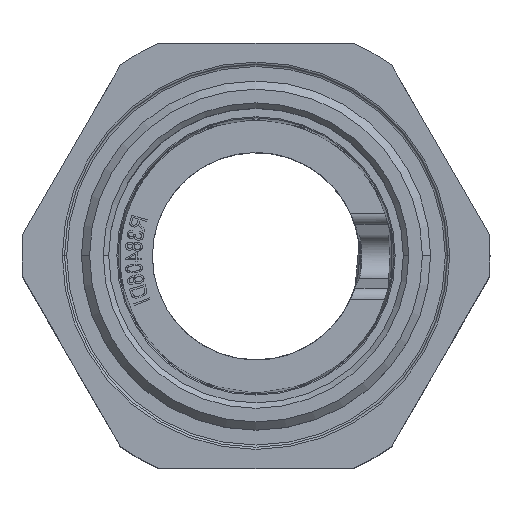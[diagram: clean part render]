
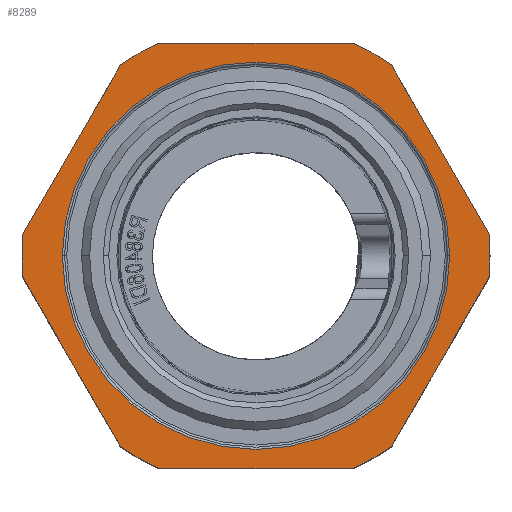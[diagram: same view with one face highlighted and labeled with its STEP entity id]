
A CAD part, top view. The second image highlights one B-rep face of the part: STEP entity #8289.
In plain terms, the highlighted planar face has unit normal (0, 0, 1).
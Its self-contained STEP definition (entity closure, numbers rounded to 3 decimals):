
#6 = CARTESIAN_POINT ( 'NONE',  ( -12.419, 17.489, 18.2 ) ) ;
#21 = EDGE_CURVE ( 'NONE', #4795, #17171, #457, .T. ) ;
#212 = AXIS2_PLACEMENT_3D ( 'NONE', #13438, #17519, #963 ) ;
#457 = CIRCLE ( 'NONE', #10886, 21.45 ) ;
#612 = ORIENTED_EDGE ( 'NONE', *, *, #4740, .F. ) ;
#649 = FACE_BOUND ( 'NONE', #14613, .T. ) ;
#809 = CARTESIAN_POINT ( 'NONE',  ( -21.356, -2.011, 18.2 ) ) ;
#812 = CIRCLE ( 'NONE', #17113, 21.45 ) ;
#833 = ORIENTED_EDGE ( 'NONE', *, *, #4020, .T. ) ;
#858 = CARTESIAN_POINT ( 'NONE',  ( 12.419, 17.489, 18.2 ) ) ;
#963 = DIRECTION ( 'NONE',  ( 1., 0., 0. ) ) ;
#999 = LINE ( 'NONE', #11174, #4188 ) ;
#1085 = DIRECTION ( 'NONE',  ( 0., 0., -1. ) ) ;
#1138 = DIRECTION ( 'NONE',  ( 1., 0., 0. ) ) ;
#1490 = DIRECTION ( 'NONE',  ( 0., 0., -1. ) ) ;
#1542 = CARTESIAN_POINT ( 'NONE',  ( 0., 0., 18.2 ) ) ;
#1729 = VERTEX_POINT ( 'NONE', #809 ) ;
#1790 = ORIENTED_EDGE ( 'NONE', *, *, #14247, .F. ) ;
#1837 = VERTEX_POINT ( 'NONE', #9856 ) ;
#1854 = ORIENTED_EDGE ( 'NONE', *, *, #10377, .F. ) ;
#2144 = AXIS2_PLACEMENT_3D ( 'NONE', #3918, #2608, #7909 ) ;
#2197 = CIRCLE ( 'NONE', #8346, 17.75 ) ;
#2397 = VERTEX_POINT ( 'NONE', #3211 ) ;
#2589 = CARTESIAN_POINT ( 'NONE',  ( 0., 0., 18.2 ) ) ;
#2608 = DIRECTION ( 'NONE',  ( 0., 0., -1. ) ) ;
#2690 = CIRCLE ( 'NONE', #15508, 21.45 ) ;
#2894 = DIRECTION ( 'NONE',  ( 0., 0., 1. ) ) ;
#2918 = VECTOR ( 'NONE', #13798, 1000. ) ;
#3200 = AXIS2_PLACEMENT_3D ( 'NONE', #1542, #1490, #13640 ) ;
#3211 = CARTESIAN_POINT ( 'NONE',  ( 17.75, 0., 18.2 ) ) ;
#3370 = EDGE_CURVE ( 'NONE', #16476, #17751, #15695, .T. ) ;
#3387 = VERTEX_POINT ( 'NONE', #6 ) ;
#3508 = CARTESIAN_POINT ( 'NONE',  ( 21.356, 2.011, 18.2 ) ) ;
#3649 = EDGE_CURVE ( 'NONE', #3387, #11277, #6500, .T. ) ;
#3836 = DIRECTION ( 'NONE',  ( 1., 0., 0. ) ) ;
#3855 = AXIS2_PLACEMENT_3D ( 'NONE', #9264, #1085, #1138 ) ;
#3918 = CARTESIAN_POINT ( 'NONE',  ( 0., 0., 18.2 ) ) ;
#3974 = CARTESIAN_POINT ( 'NONE',  ( -8.936, -19.5, 18.2 ) ) ;
#4020 = EDGE_CURVE ( 'NONE', #2397, #15250, #2197, .T. ) ;
#4065 = CARTESIAN_POINT ( 'NONE',  ( 0., 0., 18.2 ) ) ;
#4097 = CARTESIAN_POINT ( 'NONE',  ( -22.517, 0., 18.2 ) ) ;
#4108 = DIRECTION ( 'NONE',  ( -0.5, 0.866, 0. ) ) ;
#4188 = VECTOR ( 'NONE', #4108, 1000. ) ;
#4246 = ORIENTED_EDGE ( 'NONE', *, *, #13752, .F. ) ;
#4351 = DIRECTION ( 'NONE',  ( 1., 0., 0. ) ) ;
#4393 = CARTESIAN_POINT ( 'NONE',  ( 12.419, -17.489, 18.2 ) ) ;
#4454 = VERTEX_POINT ( 'NONE', #6343 ) ;
#4740 = EDGE_CURVE ( 'NONE', #1729, #17652, #11825, .T. ) ;
#4795 = VERTEX_POINT ( 'NONE', #3974 ) ;
#5386 = DIRECTION ( 'NONE',  ( 1., 0., 0. ) ) ;
#5594 = ORIENTED_EDGE ( 'NONE', *, *, #16088, .T. ) ;
#5872 = DIRECTION ( 'NONE',  ( 1., 0., 0. ) ) ;
#5904 = EDGE_CURVE ( 'NONE', #15250, #2397, #9020, .T. ) ;
#5936 = DIRECTION ( 'NONE',  ( 0., 0., -1. ) ) ;
#6338 = EDGE_CURVE ( 'NONE', #7773, #17751, #11584, .T. ) ;
#6343 = CARTESIAN_POINT ( 'NONE',  ( 8.936, 19.5, 18.2 ) ) ;
#6500 = LINE ( 'NONE', #15018, #13339 ) ;
#6679 = EDGE_CURVE ( 'NONE', #4454, #7667, #16274, .T. ) ;
#6687 = CARTESIAN_POINT ( 'NONE',  ( -17.75, 0., 18.2 ) ) ;
#6786 = CIRCLE ( 'NONE', #15751, 21.45 ) ;
#6936 = CARTESIAN_POINT ( 'NONE',  ( 11.258, -19.5, 18.2 ) ) ;
#7206 = CARTESIAN_POINT ( 'NONE',  ( -11.258, -19.5, 18.2 ) ) ;
#7628 = DIRECTION ( 'NONE',  ( 0., 0., -1. ) ) ;
#7667 = VERTEX_POINT ( 'NONE', #13997 ) ;
#7691 = DIRECTION ( 'NONE',  ( 1., 0., 0. ) ) ;
#7773 = VERTEX_POINT ( 'NONE', #3508 ) ;
#7909 = DIRECTION ( 'NONE',  ( 1., 0., 0. ) ) ;
#8166 = PLANE ( 'NONE',  #17425 ) ;
#8289 = ADVANCED_FACE ( 'NONE', ( #649, #8973 ), #8166, .T. ) ;
#8346 = AXIS2_PLACEMENT_3D ( 'NONE', #16863, #9986, #15240 ) ;
#8682 = ORIENTED_EDGE ( 'NONE', *, *, #3370, .T. ) ;
#8973 = FACE_OUTER_BOUND ( 'NONE', #16323, .T. ) ;
#9003 = VECTOR ( 'NONE', #13078, 1000. ) ;
#9020 = CIRCLE ( 'NONE', #212, 17.75 ) ;
#9042 = CARTESIAN_POINT ( 'NONE',  ( 21.356, -2.011, 18.2 ) ) ;
#9141 = CARTESIAN_POINT ( 'NONE',  ( 0., 0., 18.2 ) ) ;
#9264 = CARTESIAN_POINT ( 'NONE',  ( 0., 0., 18.2 ) ) ;
#9634 = ORIENTED_EDGE ( 'NONE', *, *, #3649, .T. ) ;
#9669 = ORIENTED_EDGE ( 'NONE', *, *, #5904, .T. ) ;
#9856 = CARTESIAN_POINT ( 'NONE',  ( 8.936, -19.5, 18.2 ) ) ;
#9986 = DIRECTION ( 'NONE',  ( 0., 0., -1. ) ) ;
#10377 = EDGE_CURVE ( 'NONE', #4454, #17679, #14531, .T. ) ;
#10513 = DIRECTION ( 'NONE',  ( 1., 0., 0. ) ) ;
#10548 = VECTOR ( 'NONE', #17639, 1000. ) ;
#10670 = DIRECTION ( 'NONE',  ( 0., 0., -1. ) ) ;
#10819 = CARTESIAN_POINT ( 'NONE',  ( 0., 0., 18.2 ) ) ;
#10886 = AXIS2_PLACEMENT_3D ( 'NONE', #11434, #5936, #5872 ) ;
#10939 = VECTOR ( 'NONE', #7691, 1000. ) ;
#11174 = CARTESIAN_POINT ( 'NONE',  ( 22.517, 0., 18.2 ) ) ;
#11240 = ORIENTED_EDGE ( 'NONE', *, *, #6679, .T. ) ;
#11277 = VERTEX_POINT ( 'NONE', #12655 ) ;
#11378 = CARTESIAN_POINT ( 'NONE',  ( -21.45, 0., 18.2 ) ) ;
#11434 = CARTESIAN_POINT ( 'NONE',  ( 0., 0., 18.2 ) ) ;
#11546 = ORIENTED_EDGE ( 'NONE', *, *, #13825, .T. ) ;
#11584 = CIRCLE ( 'NONE', #3855, 21.45 ) ;
#11825 = CIRCLE ( 'NONE', #2144, 21.45 ) ;
#12558 = EDGE_CURVE ( 'NONE', #16476, #1837, #812, .T. ) ;
#12655 = CARTESIAN_POINT ( 'NONE',  ( -21.356, 2.011, 18.2 ) ) ;
#12779 = EDGE_CURVE ( 'NONE', #1729, #17171, #14907, .T. ) ;
#13078 = DIRECTION ( 'NONE',  ( -1., 0., 0. ) ) ;
#13305 = LINE ( 'NONE', #7206, #10939 ) ;
#13339 = VECTOR ( 'NONE', #17734, 1000. ) ;
#13438 = CARTESIAN_POINT ( 'NONE',  ( 0., 0., 18.2 ) ) ;
#13640 = DIRECTION ( 'NONE',  ( 1., 0., 0. ) ) ;
#13752 = EDGE_CURVE ( 'NONE', #3387, #7667, #2690, .T. ) ;
#13798 = DIRECTION ( 'NONE',  ( 0.5, -0.866, 0. ) ) ;
#13825 = EDGE_CURVE ( 'NONE', #7773, #17679, #999, .T. ) ;
#13997 = CARTESIAN_POINT ( 'NONE',  ( -8.936, 19.5, 18.2 ) ) ;
#14247 = EDGE_CURVE ( 'NONE', #17652, #11277, #6786, .T. ) ;
#14531 = CIRCLE ( 'NONE', #3200, 21.45 ) ;
#14613 = EDGE_LOOP ( 'NONE', ( #833, #9669 ) ) ;
#14827 = DIRECTION ( 'NONE',  ( 0., 0., -1. ) ) ;
#14907 = LINE ( 'NONE', #4097, #2918 ) ;
#15018 = CARTESIAN_POINT ( 'NONE',  ( -11.258, 19.5, 18.2 ) ) ;
#15240 = DIRECTION ( 'NONE',  ( 1., 0., 0. ) ) ;
#15250 = VERTEX_POINT ( 'NONE', #6687 ) ;
#15508 = AXIS2_PLACEMENT_3D ( 'NONE', #10819, #14827, #5386 ) ;
#15695 = LINE ( 'NONE', #6936, #10548 ) ;
#15729 = ORIENTED_EDGE ( 'NONE', *, *, #6338, .F. ) ;
#15751 = AXIS2_PLACEMENT_3D ( 'NONE', #2589, #10670, #3836 ) ;
#16088 = EDGE_CURVE ( 'NONE', #4795, #1837, #13305, .T. ) ;
#16274 = LINE ( 'NONE', #16968, #9003 ) ;
#16323 = EDGE_LOOP ( 'NONE', ( #5594, #16567, #8682, #15729, #11546, #1854, #11240, #4246, #9634, #1790, #612, #17185, #17698 ) ) ;
#16476 = VERTEX_POINT ( 'NONE', #4393 ) ;
#16567 = ORIENTED_EDGE ( 'NONE', *, *, #12558, .F. ) ;
#16862 = CARTESIAN_POINT ( 'NONE',  ( -12.419, -17.489, 18.2 ) ) ;
#16863 = CARTESIAN_POINT ( 'NONE',  ( 0., 0., 18.2 ) ) ;
#16968 = CARTESIAN_POINT ( 'NONE',  ( 11.258, 19.5, 18.2 ) ) ;
#17113 = AXIS2_PLACEMENT_3D ( 'NONE', #9141, #7628, #10513 ) ;
#17171 = VERTEX_POINT ( 'NONE', #16862 ) ;
#17185 = ORIENTED_EDGE ( 'NONE', *, *, #12779, .T. ) ;
#17425 = AXIS2_PLACEMENT_3D ( 'NONE', #4065, #2894, #4351 ) ;
#17519 = DIRECTION ( 'NONE',  ( 0., 0., -1. ) ) ;
#17639 = DIRECTION ( 'NONE',  ( 0.5, 0.866, 0. ) ) ;
#17652 = VERTEX_POINT ( 'NONE', #11378 ) ;
#17679 = VERTEX_POINT ( 'NONE', #858 ) ;
#17698 = ORIENTED_EDGE ( 'NONE', *, *, #21, .F. ) ;
#17734 = DIRECTION ( 'NONE',  ( -0.5, -0.866, 0. ) ) ;
#17751 = VERTEX_POINT ( 'NONE', #9042 ) ;
